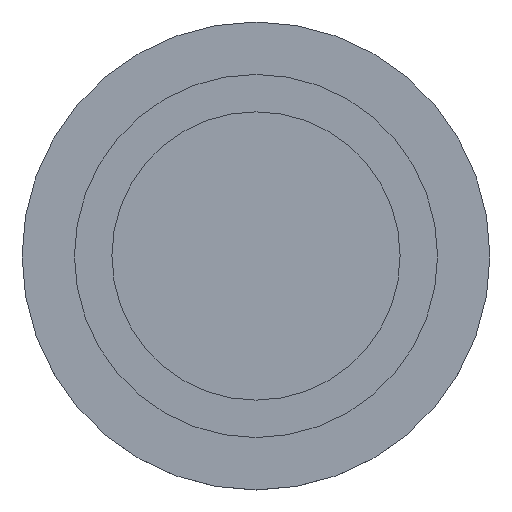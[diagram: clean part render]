
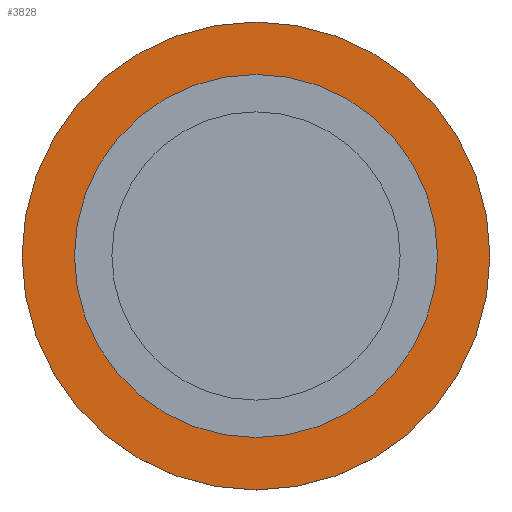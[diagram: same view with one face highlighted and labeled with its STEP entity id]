
A CAD part, top view. The second image highlights one B-rep face of the part: STEP entity #3828.
In plain terms, the highlighted planar face has unit normal (0, 0, 1).
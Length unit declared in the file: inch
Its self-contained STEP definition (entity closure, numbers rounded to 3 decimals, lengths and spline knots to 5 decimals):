
#56=FACE_BOUND('',#547,.T.);
#99=PLANE('',#4167);
#327=FACE_OUTER_BOUND('',#546,.T.);
#546=EDGE_LOOP('',(#2940));
#547=EDGE_LOOP('',(#2941));
#810=CIRCLE('',#4166,0.38189);
#811=CIRCLE('',#4168,0.49213);
#1759=VERTEX_POINT('',#6675);
#1760=VERTEX_POINT('',#6679);
#2192=EDGE_CURVE('',#1759,#1759,#810,.T.);
#2193=EDGE_CURVE('',#1760,#1760,#811,.T.);
#2940=ORIENTED_EDGE('',*,*,#2193,.F.);
#2941=ORIENTED_EDGE('',*,*,#2192,.T.);
#3828=ADVANCED_FACE('',(#327,#56),#99,.T.);
#4166=AXIS2_PLACEMENT_3D('',#6677,#4738,#4739);
#4167=AXIS2_PLACEMENT_3D('',#6678,#4740,#4741);
#4168=AXIS2_PLACEMENT_3D('',#6680,#4742,#4743);
#4738=DIRECTION('center_axis',(0.,0.,
-1.));
#4739=DIRECTION('ref_axis',(0.,1.,0.));
#4740=DIRECTION('center_axis',(0.,0.,
1.));
#4741=DIRECTION('ref_axis',(-1.,0.,0.));
#4742=DIRECTION('center_axis',(0.,0.,
-1.));
#4743=DIRECTION('ref_axis',(0.,1.,0.));
#6675=CARTESIAN_POINT('',(-0.12895,-0.18609,-6.13733));
#6677=CARTESIAN_POINT('Origin',(-0.12895,0.1958,-6.13733));
#6678=CARTESIAN_POINT('Origin',(-0.12895,0.63281,-6.13733));
#6679=CARTESIAN_POINT('',(-0.12895,-0.29633,-6.13733));
#6680=CARTESIAN_POINT('Origin',(-0.12895,0.1958,-6.13733));
